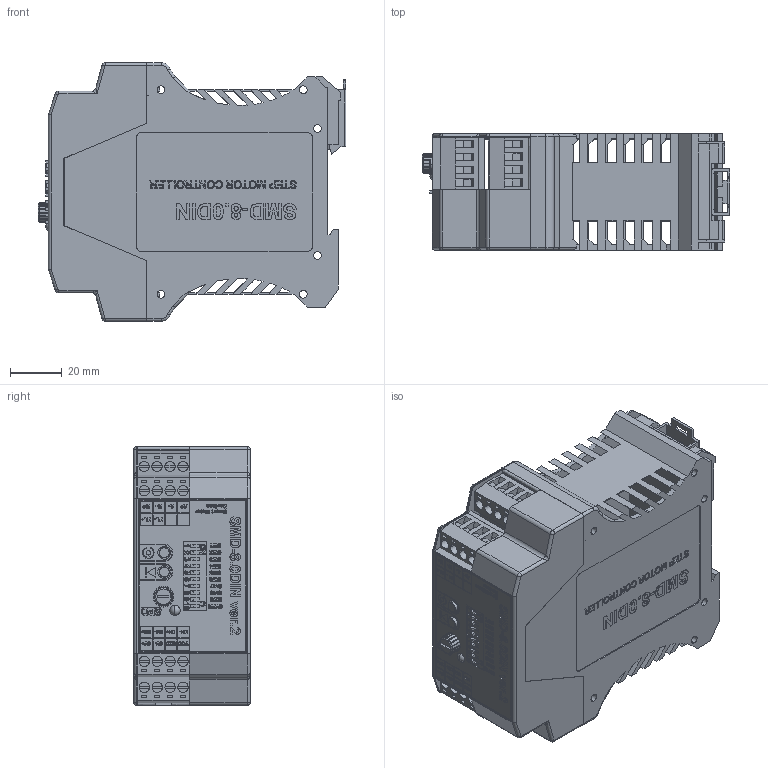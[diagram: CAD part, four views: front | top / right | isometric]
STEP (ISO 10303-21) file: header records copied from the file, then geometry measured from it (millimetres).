
FILE_DESCRIPTION(('FreeCAD Model'),'2;1');
FILE_NAME('Open CASCADE Shape Model','2021-12-13T08:40:28',('Author'),( ''),'Open CASCADE STEP processor 7.5','FreeCAD','Unknown');
FILE_SCHEMA(('AUTOMOTIVE_DESIGN { 1 0 10303 214 1 1 1 1 }'));
Products named in the file (1): SMD-8.0DIN ver.2
Bounding box: 119 x 45 x 100 mm (x, y, z)
Volume: 95906.7 mm3; surface area: 83280.3 mm2
Topology: 23 solids, 23 shells, 3414 faces, 9261 edges, 6134 vertices
Faces by surface type: plane 2219, bspline 902, cylinder 242, torus 24, cone 17, revolution 8, sphere 2
Entity records: 297172 total; most frequent: CARTESIAN_POINT 122646, DIRECTION 27508, LINE 20947, VECTOR 20947, ORIENTED_EDGE 18510, PCURVE 18510, DEFINITIONAL_REPRESENTATION 18510, EDGE_CURVE 9255
